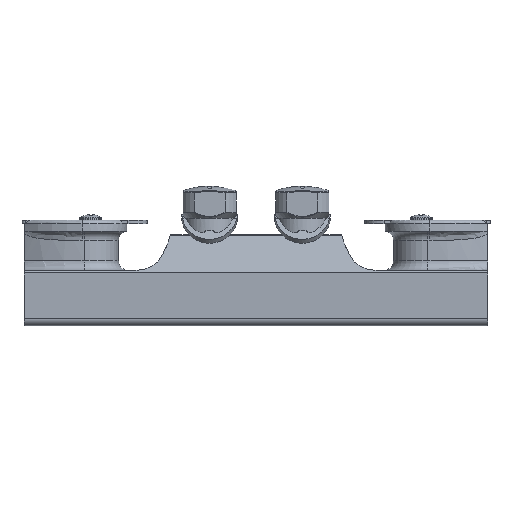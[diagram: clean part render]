
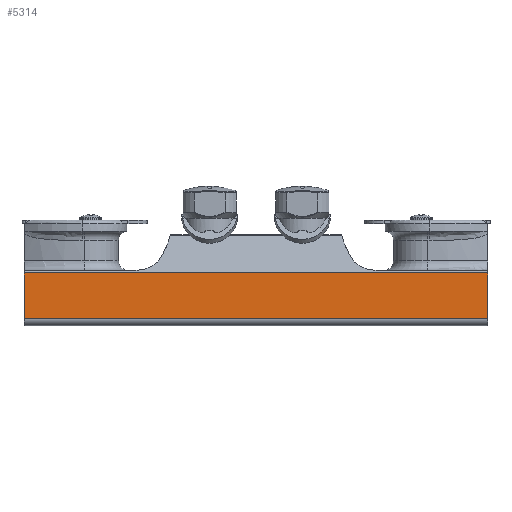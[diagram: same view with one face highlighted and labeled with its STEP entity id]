
A CAD part, front view. The second image highlights one B-rep face of the part: STEP entity #5314.
In plain terms, the highlighted planar face has unit normal (0, -1, 0).
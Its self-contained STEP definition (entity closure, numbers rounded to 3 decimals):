
#254=PLANE('',#5827);
#421=LINE('',#8162,#759);
#562=LINE('',#11340,#900);
#573=LINE('',#11666,#911);
#574=LINE('',#11668,#912);
#759=VECTOR('',#6419,24.5);
#900=VECTOR('',#7048,24.5);
#911=VECTOR('',#7139,250.);
#912=VECTOR('',#7142,250.);
#1202=FACE_OUTER_BOUND('',#1521,.T.);
#1521=EDGE_LOOP('',(#4712,#4713,#4714,#4715));
#2237=VERTEX_POINT('',#8159);
#2238=VERTEX_POINT('',#8161);
#2490=VERTEX_POINT('',#11337);
#2491=VERTEX_POINT('',#11339);
#2835=EDGE_CURVE('',#2238,#2237,#421,.T.);
#3232=EDGE_CURVE('',#2490,#2491,#562,.T.);
#3273=EDGE_CURVE('',#2491,#2237,#573,.T.);
#3274=EDGE_CURVE('',#2490,#2238,#574,.T.);
#4712=ORIENTED_EDGE('',*,*,#3274,.T.);
#4713=ORIENTED_EDGE('',*,*,#2835,.T.);
#4714=ORIENTED_EDGE('',*,*,#3273,.F.);
#4715=ORIENTED_EDGE('',*,*,#3232,.F.);
#5314=ADVANCED_FACE('',(#1202),#254,.T.);
#5827=AXIS2_PLACEMENT_3D('',#11667,#7140,#7141);
#6419=DIRECTION('',(0.,0.,-1.));
#7048=DIRECTION('',(0.,0.,-1.));
#7139=DIRECTION('',(-1.,0.,0.));
#7140=DIRECTION('center_axis',(0.,-1.,0.));
#7141=DIRECTION('ref_axis',(0.,0.,-1.));
#7142=DIRECTION('',(-1.,0.,0.));
#8159=CARTESIAN_POINT('',(-150.,-30.,-8.15));
#8161=CARTESIAN_POINT('',(-150.,-30.,16.35));
#8162=CARTESIAN_POINT('',(-150.,-30.,-8.15));
#11337=CARTESIAN_POINT('',(100.,-30.,16.35));
#11339=CARTESIAN_POINT('',(100.,-30.,-8.15));
#11340=CARTESIAN_POINT('',(100.,-30.,-8.15));
#11666=CARTESIAN_POINT('',(0.,-30.,-8.15));
#11667=CARTESIAN_POINT('Origin',(0.,-30.,16.35));
#11668=CARTESIAN_POINT('',(0.,-30.,16.35));
